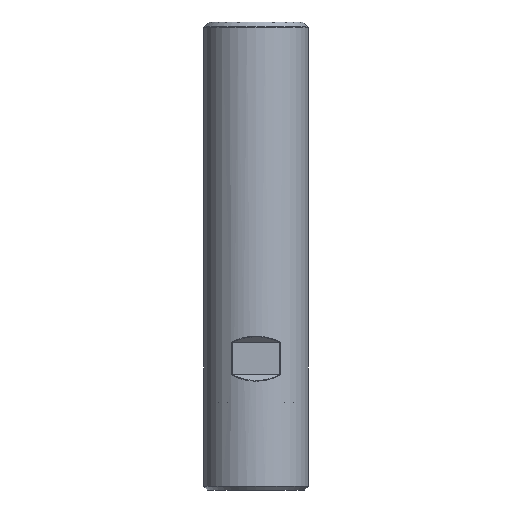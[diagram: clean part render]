
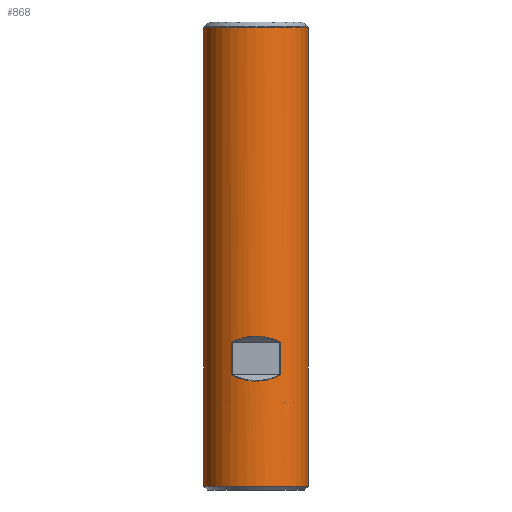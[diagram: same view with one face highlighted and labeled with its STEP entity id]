
A CAD part, left-side view. The second image highlights one B-rep face of the part: STEP entity #868.
In plain terms, the highlighted cylindrical face has radius 9.65 mm (diameter 19.3 mm), a full revolution.
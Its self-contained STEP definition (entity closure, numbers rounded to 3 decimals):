
#71=CIRCLE('',#944,9.65);
#72=CIRCLE('',#947,9.65);
#96=LINE('',#1268,#117);
#97=LINE('',#1272,#118);
#98=LINE('',#1275,#119);
#99=LINE('',#1280,#120);
#117=VECTOR('',#1097,1000.);
#118=VECTOR('',#1100,1000.);
#119=VECTOR('',#1103,1000.);
#120=VECTOR('',#1106,1000.);
#197=ORIENTED_EDGE('',*,*,#284,.T.);
#198=ORIENTED_EDGE('',*,*,#285,.F.);
#199=ORIENTED_EDGE('',*,*,#286,.T.);
#200=ORIENTED_EDGE('',*,*,#287,.F.);
#201=ORIENTED_EDGE('',*,*,#288,.F.);
#202=ORIENTED_EDGE('',*,*,#289,.T.);
#203=ORIENTED_EDGE('',*,*,#290,.T.);
#204=ORIENTED_EDGE('',*,*,#291,.F.);
#205=ORIENTED_EDGE('',*,*,#292,.F.);
#206=ORIENTED_EDGE('',*,*,#293,.F.);
#284=EDGE_CURVE('',#338,#338,#71,.T.);
#285=EDGE_CURVE('',#339,#340,#363,.T.);
#286=EDGE_CURVE('',#339,#341,#96,.T.);
#287=EDGE_CURVE('',#342,#341,#364,.T.);
#288=EDGE_CURVE('',#340,#342,#97,.T.);
#289=EDGE_CURVE('',#343,#343,#72,.T.);
#290=EDGE_CURVE('',#344,#345,#98,.F.);
#291=EDGE_CURVE('',#346,#345,#365,.T.);
#292=EDGE_CURVE('',#347,#346,#99,.F.);
#293=EDGE_CURVE('',#344,#347,#366,.T.);
#338=VERTEX_POINT('',#1264);
#339=VERTEX_POINT('',#1266);
#340=VERTEX_POINT('',#1267);
#341=VERTEX_POINT('',#1269);
#342=VERTEX_POINT('',#1271);
#343=VERTEX_POINT('',#1274);
#344=VERTEX_POINT('',#1276);
#345=VERTEX_POINT('',#1277);
#346=VERTEX_POINT('',#1279);
#347=VERTEX_POINT('',#1281);
#363=ELLIPSE('',#945,13.647,9.65);
#364=ELLIPSE('',#946,13.647,9.65);
#365=ELLIPSE('',#948,13.647,9.65);
#366=ELLIPSE('',#949,13.647,9.65);
#410=EDGE_LOOP('',(#197));
#411=EDGE_LOOP('',(#198,#199,#200,#201));
#412=EDGE_LOOP('',(#202));
#413=EDGE_LOOP('',(#203,#204,#205,#206));
#487=FACE_BOUND('',#410,.T.);
#488=FACE_BOUND('',#411,.T.);
#489=FACE_BOUND('',#412,.T.);
#490=FACE_BOUND('',#413,.T.);
#529=CYLINDRICAL_SURFACE('',#943,9.65);
#868=ADVANCED_FACE('',(#487,#488,#489,#490),#529,.T.);
#943=AXIS2_PLACEMENT_3D('',#1262,#1091,#1092);
#944=AXIS2_PLACEMENT_3D('',#1263,#1093,#1094);
#945=AXIS2_PLACEMENT_3D('',#1265,#1095,#1096);
#946=AXIS2_PLACEMENT_3D('',#1270,#1098,#1099);
#947=AXIS2_PLACEMENT_3D('',#1273,#1101,#1102);
#948=AXIS2_PLACEMENT_3D('',#1278,#1104,#1105);
#949=AXIS2_PLACEMENT_3D('',#1282,#1107,#1108);
#1091=DIRECTION('',(0.,0.,-1.));
#1092=DIRECTION('',(-1.,0.,0.));
#1093=DIRECTION('',(0.,0.,-1.));
#1094=DIRECTION('',(-1.,0.,0.));
#1095=DIRECTION('',(0.707,0.,-0.707));
#1096=DIRECTION('',(-0.707,0.,-0.707));
#1097=DIRECTION('',(0.,0.,-1.));
#1098=DIRECTION('',(0.707,0.,0.707));
#1099=DIRECTION('',(0.707,0.,-0.707));
#1100=DIRECTION('',(0.,0.,-1.));
#1101=DIRECTION('',(0.,0.,1.));
#1102=DIRECTION('',(1.,0.,0.));
#1103=DIRECTION('',(0.,0.,-1.));
#1104=DIRECTION('',(-0.707,0.,-0.707));
#1105=DIRECTION('',(0.707,0.,-0.707));
#1106=DIRECTION('',(0.,0.,-1.));
#1107=DIRECTION('',(-0.707,0.,0.707));
#1108=DIRECTION('',(-0.707,0.,-0.707));
#1262=CARTESIAN_POINT('',(0.,0.,28.));
#1263=CARTESIAN_POINT('',(0.,0.,96.5));
#1264=CARTESIAN_POINT('',(-9.65,0.,96.5));
#1265=CARTESIAN_POINT('',(0.,0.,81.));
#1266=CARTESIAN_POINT('',(8.5,4.569,89.5));
#1267=CARTESIAN_POINT('',(8.5,-4.569,89.5));
#1268=CARTESIAN_POINT('',(8.5,4.569,28.));
#1269=CARTESIAN_POINT('',(8.5,4.569,32.5));
#1270=CARTESIAN_POINT('',(0.,0.,41.));
#1271=CARTESIAN_POINT('',(8.5,-4.569,32.5));
#1272=CARTESIAN_POINT('',(8.5,-4.569,28.));
#1273=CARTESIAN_POINT('',(0.,0.,12.));
#1274=CARTESIAN_POINT('',(9.65,0.,12.));
#1275=CARTESIAN_POINT('',(-8.5,4.569,28.));
#1276=CARTESIAN_POINT('',(-8.5,4.569,32.5));
#1277=CARTESIAN_POINT('',(-8.5,4.569,38.5));
#1278=CARTESIAN_POINT('',(0.,0.,30.));
#1279=CARTESIAN_POINT('',(-8.5,-4.569,38.5));
#1280=CARTESIAN_POINT('',(-8.5,-4.569,28.));
#1281=CARTESIAN_POINT('',(-8.5,-4.569,32.5));
#1282=CARTESIAN_POINT('',(0.,0.,41.));
